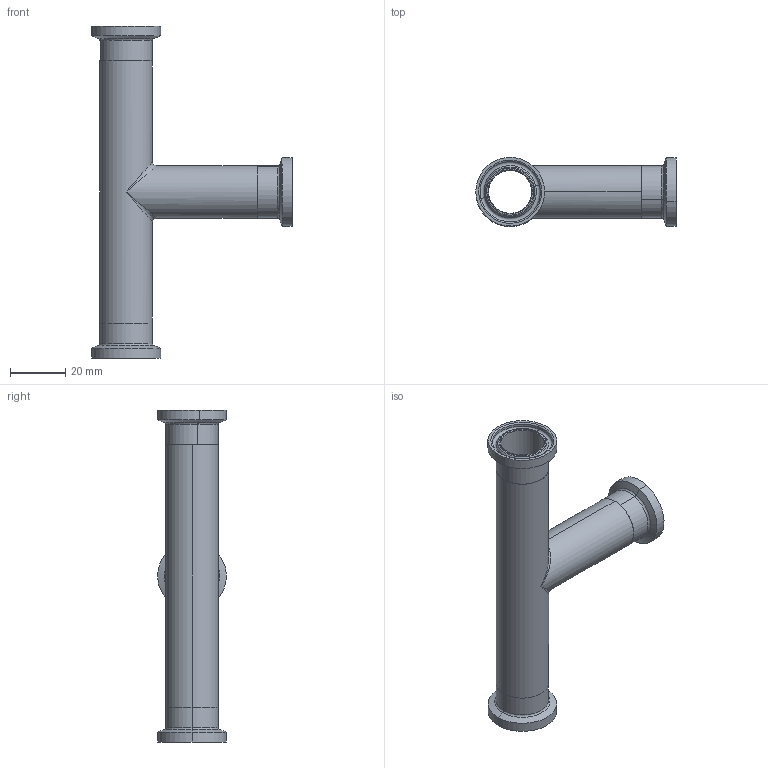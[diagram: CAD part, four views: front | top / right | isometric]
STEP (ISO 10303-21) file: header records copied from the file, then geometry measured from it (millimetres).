
FILE_DESCRIPTION (( 'STEP AP214' ), '1' );
FILE_NAME ('DT18 19.05 B.STEP', '2014-03-17T07:02:00', ( '' ), ( '' ), 'SwSTEP 2.0', 'SolidWorks 2013', '' );
FILE_SCHEMA (( 'AUTOMOTIVE_DESIGN' ));
Length unit declared in the file: inch
Products named in the file (3): DT18 19.05; 18 19.05; DT18 19.05 B
Assembly tree (4 placements, depth 2):
  DT18 19.05 B
    DT18 19.05
    18 19.05  x3
Bounding box: 72.8 x 24.99 x 120.6 mm (x, y, z)
Volume: 16998.5 mm3; surface area: 20895.6 mm2
Topology: 4 solids, 4 shells, 90 faces, 196 edges, 108 vertices
Faces by surface type: cylinder 32, torus 30, plane 12, cone 12, bspline 4
Entity records: 1642 total; most frequent: CARTESIAN_POINT 639, DIRECTION 208, ORIENTED_EDGE 176, AXIS2_PLACEMENT_3D 93, EDGE_CURVE 88, VERTEX_POINT 52, CIRCLE 50, EDGE_LOOP 46
